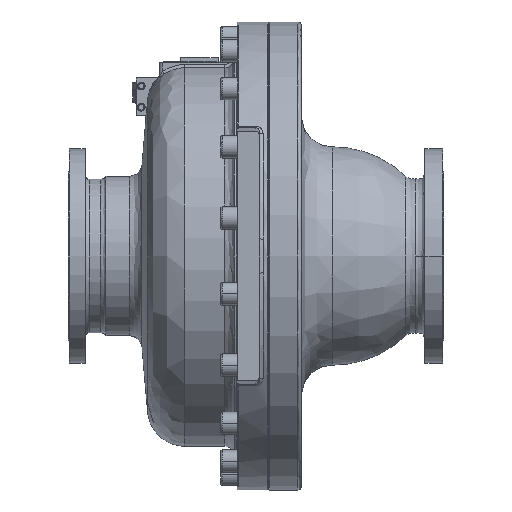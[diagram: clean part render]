
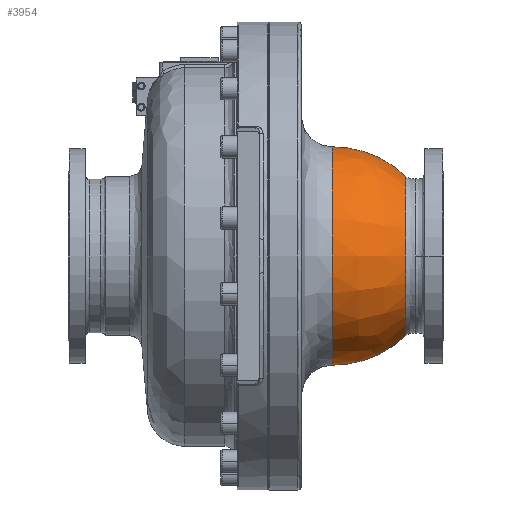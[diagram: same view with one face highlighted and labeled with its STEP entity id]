
A CAD part, front view. The second image highlights one B-rep face of the part: STEP entity #3954.
In plain terms, the highlighted free-form (B-spline) face has degree [3, 3] with [4, 4] control points.
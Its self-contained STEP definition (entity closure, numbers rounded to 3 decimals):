
#1067 = CIRCLE ( 'NONE', #14114, 170. ) ;
#1119 = ORIENTED_EDGE ( 'NONE', *, *, #62726, .T. ) ;
#1909 = DIRECTION ( 'NONE',  ( 0., 0., 1. ) ) ;
#3203 = CARTESIAN_POINT ( 'NONE',  ( 437.5, 0., 175. ) ) ;
#3595 = EDGE_LOOP ( 'NONE', ( #1119, #40439, #58440, #18613 ) ) ;
#3954 = ADVANCED_FACE ( 'NONE', ( #44564 ), #34686, .T. ) ;
#7794 = CARTESIAN_POINT ( 'NONE',  ( 481.887, 0., 175. ) ) ;
#7956 = CARTESIAN_POINT ( 'NONE',  ( 523.074, 0., 158.451 ) ) ;
#8409 = EDGE_CURVE ( 'NONE', #11821, #69737, #18818, .T. ) ;
#8739 = CARTESIAN_POINT ( 'NONE',  ( 437.5, -350., -175. ) ) ;
#11821 = VERTEX_POINT ( 'NONE', #45473 ) ;
#13302 = CARTESIAN_POINT ( 'NONE',  ( 523.074, 0., -158.451 ) ) ;
#14114 = AXIS2_PLACEMENT_3D ( 'NONE', #16656, #49836, #27717 ) ;
#16656 = CARTESIAN_POINT ( 'NONE',  ( 437.5, 0., 5. ) ) ;
#17067 = CARTESIAN_POINT ( 'NONE',  ( 555.122, 0., 127.74 ) ) ;
#18524 = CARTESIAN_POINT ( 'NONE',  ( 555.122, 0., -127.74 ) ) ;
#18613 = ORIENTED_EDGE ( 'NONE', *, *, #43762, .F. ) ;
#18818 = CIRCLE ( 'NONE', #38560, 127.74 ) ;
#26463 = CARTESIAN_POINT ( 'NONE',  ( 555.122, -255.48, -127.74 ) ) ;
#27717 = DIRECTION ( 'NONE',  ( 0., 0., 1. ) ) ;
#29483 = DIRECTION ( 'NONE',  ( 0., 0., -1. ) ) ;
#32001 = DIRECTION ( 'NONE',  ( 1., 0., 0. ) ) ;
#32425 = CIRCLE ( 'NONE', #56485, 170. ) ;
#33613 = CARTESIAN_POINT ( 'NONE',  ( 437.5, 0., -175. ) ) ;
#34498 = EDGE_CURVE ( 'NONE', #43248, #11821, #32425, .T. ) ;
#34686 =( BOUNDED_SURFACE ( )  B_SPLINE_SURFACE ( 3, 3, ( 
 ( #35989, #8739, #36245, #3203 ),
 ( #41724, #40769, #46282, #7794 ),
 ( #13302, #51839, #59858, #7956 ),
 ( #18524, #26463, #50520, #17067 ) ),
 .UNSPECIFIED., .F., .F., .F. ) 
 B_SPLINE_SURFACE_WITH_KNOTS ( ( 4, 4 ),
 ( 4, 4 ),
 ( 0., 1. ),
 ( 0., 1. ),
 .UNSPECIFIED. ) 
 GEOMETRIC_REPRESENTATION_ITEM ( )  RATIONAL_B_SPLINE_SURFACE ( (
 ( 1., 0.333, 0.333, 1.),
 ( 0.952, 0.317, 0.317, 0.952),
 ( 0.952, 0.317, 0.317, 0.952),
 ( 1., 0.333, 0.333, 1.) ) ) 
 REPRESENTATION_ITEM ( '' )  SURFACE ( )  );
#35989 = CARTESIAN_POINT ( 'NONE',  ( 437.5, 0., -175. ) ) ;
#36245 = CARTESIAN_POINT ( 'NONE',  ( 437.5, -350., 175. ) ) ;
#37992 = DIRECTION ( 'NONE',  ( 0., 0., 1. ) ) ;
#38560 = AXIS2_PLACEMENT_3D ( 'NONE', #46170, #40418, #1909 ) ;
#40273 = CARTESIAN_POINT ( 'NONE',  ( 437.5, 0., -5. ) ) ;
#40418 = DIRECTION ( 'NONE',  ( -1., 0., 0. ) ) ;
#40439 = ORIENTED_EDGE ( 'NONE', *, *, #34498, .T. ) ;
#40769 = CARTESIAN_POINT ( 'NONE',  ( 481.887, -350., -175. ) ) ;
#41724 = CARTESIAN_POINT ( 'NONE',  ( 481.887, 0., -175. ) ) ;
#43248 = VERTEX_POINT ( 'NONE', #33613 ) ;
#43762 = EDGE_CURVE ( 'NONE', #59809, #69737, #1067, .T. ) ;
#44564 = FACE_OUTER_BOUND ( 'NONE', #3595, .T. ) ;
#45473 = CARTESIAN_POINT ( 'NONE',  ( 555.122, 0., -127.74 ) ) ;
#46170 = CARTESIAN_POINT ( 'NONE',  ( 555.122, 0., 0. ) ) ;
#46282 = CARTESIAN_POINT ( 'NONE',  ( 481.887, -350., 175. ) ) ;
#49836 = DIRECTION ( 'NONE',  ( 0., 1., 0. ) ) ;
#50520 = CARTESIAN_POINT ( 'NONE',  ( 555.122, -255.48, 127.74 ) ) ;
#51839 = CARTESIAN_POINT ( 'NONE',  ( 523.074, -316.903, -158.451 ) ) ;
#51878 = AXIS2_PLACEMENT_3D ( 'NONE', #60431, #32001, #37992 ) ;
#56485 = AXIS2_PLACEMENT_3D ( 'NONE', #40273, #67090, #29483 ) ;
#58440 = ORIENTED_EDGE ( 'NONE', *, *, #8409, .T. ) ;
#59809 = VERTEX_POINT ( 'NONE', #67808 ) ;
#59858 = CARTESIAN_POINT ( 'NONE',  ( 523.074, -316.903, 158.451 ) ) ;
#60431 = CARTESIAN_POINT ( 'NONE',  ( 437.5, 0., 0. ) ) ;
#61978 = CIRCLE ( 'NONE', #51878, 175. ) ;
#62726 = EDGE_CURVE ( 'NONE', #59809, #43248, #61978, .T. ) ;
#65689 = CARTESIAN_POINT ( 'NONE',  ( 555.122, 0., 127.74 ) ) ;
#67090 = DIRECTION ( 'NONE',  ( 0., -1., 0. ) ) ;
#67808 = CARTESIAN_POINT ( 'NONE',  ( 437.5, 0., 175. ) ) ;
#69737 = VERTEX_POINT ( 'NONE', #65689 ) ;
